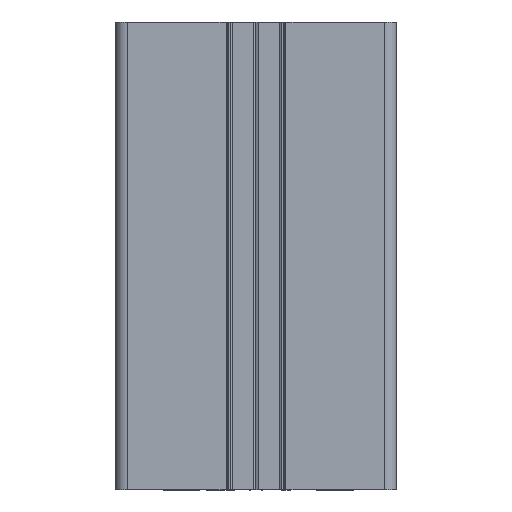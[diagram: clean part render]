
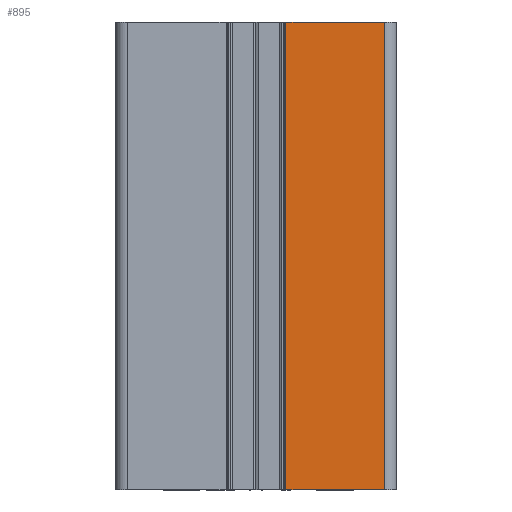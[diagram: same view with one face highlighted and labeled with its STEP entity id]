
A CAD part, left-side view. The second image highlights one B-rep face of the part: STEP entity #895.
In plain terms, the highlighted planar face has unit normal (-1, 0, 0).
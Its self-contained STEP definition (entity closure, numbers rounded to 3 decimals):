
#736 = LINE ( 'NONE', #10357, #761 ) ;
#761 = VECTOR ( 'NONE', #10054, 1000. ) ;
#895 = ADVANCED_FACE ( 'NONE', ( #8417 ), #3182, .F. ) ;
#999 = EDGE_CURVE ( 'NONE', #6646, #7230, #8141, .T. ) ;
#2367 = ORIENTED_EDGE ( 'NONE', *, *, #2799, .F. ) ;
#2799 = EDGE_CURVE ( 'NONE', #7230, #10432, #736, .T. ) ;
#3091 = EDGE_CURVE ( 'NONE', #5297, #6646, #6769, .T. ) ;
#3182 = PLANE ( 'NONE',  #15027 ) ;
#3194 = CARTESIAN_POINT ( 'NONE',  ( 7207.922, 3548.347, 100. ) ) ;
#3740 = CARTESIAN_POINT ( 'NONE',  ( 7207.922, 3548.347, 100. ) ) ;
#3934 = DIRECTION ( 'NONE',  ( 1., 0., 0. ) ) ;
#3957 = DIRECTION ( 'NONE',  ( 0., 0., -1. ) ) ;
#4264 = LINE ( 'NONE', #14864, #16539 ) ;
#5034 = EDGE_CURVE ( 'NONE', #10432, #5297, #4264, .T. ) ;
#5259 = ORIENTED_EDGE ( 'NONE', *, *, #999, .F. ) ;
#5297 = VERTEX_POINT ( 'NONE', #10367 ) ;
#5443 = CARTESIAN_POINT ( 'NONE',  ( 7207.922, 3548.203, 0. ) ) ;
#5793 = DIRECTION ( 'NONE',  ( 0., 1., 0. ) ) ;
#6646 = VERTEX_POINT ( 'NONE', #7549 ) ;
#6703 = VECTOR ( 'NONE', #7787, 1000. ) ;
#6769 = LINE ( 'NONE', #11230, #6703 ) ;
#6942 = ORIENTED_EDGE ( 'NONE', *, *, #5034, .F. ) ;
#7230 = VERTEX_POINT ( 'NONE', #7613 ) ;
#7549 = CARTESIAN_POINT ( 'NONE',  ( 7207.922, 3527.247, 0. ) ) ;
#7613 = CARTESIAN_POINT ( 'NONE',  ( 7207.922, 3548.347, 0. ) ) ;
#7787 = DIRECTION ( 'NONE',  ( 0., 0., -1. ) ) ;
#7809 = VECTOR ( 'NONE', #5793, 1000. ) ;
#8141 = LINE ( 'NONE', #5443, #7809 ) ;
#8417 = FACE_OUTER_BOUND ( 'NONE', #14448, .T. ) ;
#10054 = DIRECTION ( 'NONE',  ( 0., 0., 1. ) ) ;
#10357 = CARTESIAN_POINT ( 'NONE',  ( 7207.922, 3548.347, 100. ) ) ;
#10367 = CARTESIAN_POINT ( 'NONE',  ( 7207.922, 3527.247, 100. ) ) ;
#10432 = VERTEX_POINT ( 'NONE', #3194 ) ;
#11230 = CARTESIAN_POINT ( 'NONE',  ( 7207.922, 3527.247, 100. ) ) ;
#13145 = ORIENTED_EDGE ( 'NONE', *, *, #3091, .F. ) ;
#14448 = EDGE_LOOP ( 'NONE', ( #13145, #6942, #2367, #5259 ) ) ;
#14576 = DIRECTION ( 'NONE',  ( 0., -1., 0. ) ) ;
#14864 = CARTESIAN_POINT ( 'NONE',  ( 7207.922, 3548.203, 100. ) ) ;
#15027 = AXIS2_PLACEMENT_3D ( 'NONE', #3740, #3934, #3957 ) ;
#16539 = VECTOR ( 'NONE', #14576, 1000. ) ;
